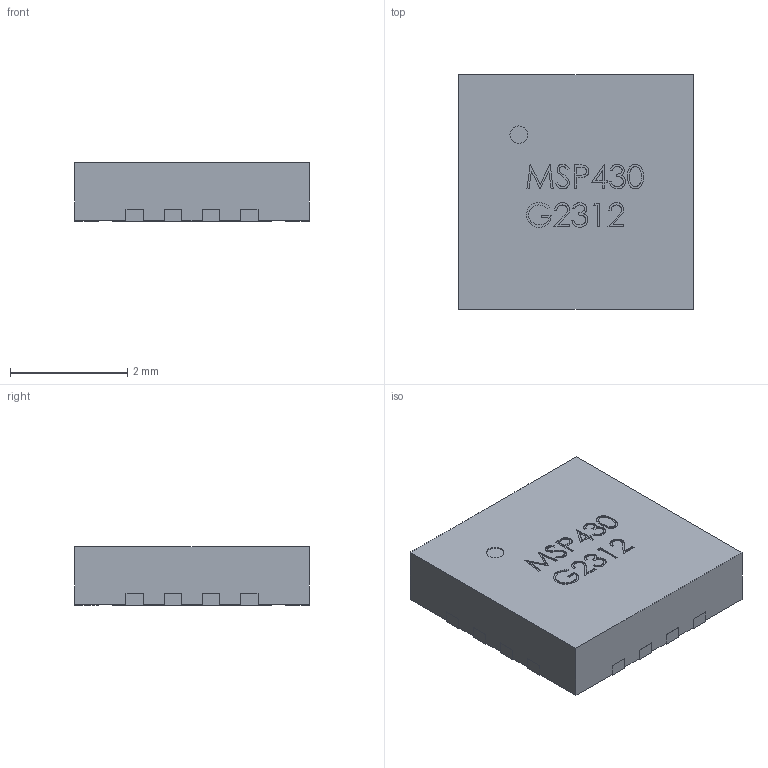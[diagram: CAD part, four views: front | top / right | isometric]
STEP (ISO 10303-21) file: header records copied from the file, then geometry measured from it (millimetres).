
FILE_DESCRIPTION(('FreeCAD Model'),'2;1');
FILE_NAME('User Library-QFN16_4x4x1_0_p0_65.step', '2018-04-03T12:02:17',('kicad StepUp'),('ksu MCAD'), 'Open CASCADE STEP processor 6.8','FreeCAD','Unknown');
FILE_SCHEMA(('AUTOMOTIVE_DESIGN_CC2 { 1 2 10303 214 -1 1 5 4 }'));
Length unit declared in the file: millimetre
Products named in the file (1): User_Library-QFN16_4x4x1_0_p0_65
Bounding box: 4 x 4 x 1 mm (x, y, z)
Volume: 15.9 mm3; surface area: 48.8 mm2
Topology: 1 solids, 1 shells, 272 faces, 762 edges, 508 vertices
Faces by surface type: plane 171, bspline 79, cylinder 22
Entity records: 30551 total; most frequent: CARTESIAN_POINT 16502, DIRECTION 2136, LINE 1636, VECTOR 1636, ORIENTED_EDGE 1524, PCURVE 1524, DEFINITIONAL_REPRESENTATION 1524, EDGE_CURVE 762
